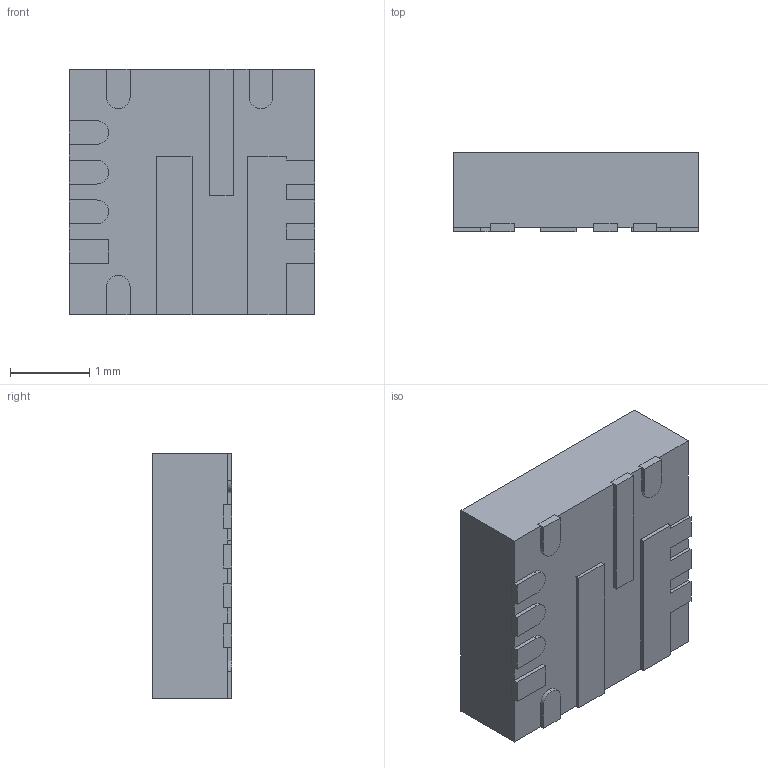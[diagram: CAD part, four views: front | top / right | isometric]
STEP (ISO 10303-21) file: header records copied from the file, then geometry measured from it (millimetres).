
FILE_DESCRIPTION (( 'STEP AP214' ), '1' );
FILE_NAME ('TPS56637RPAR.STEP', '2021-08-30T07:22:43', ( '' ), ( '' ), 'SwSTEP 2.0', 'SolidWorks 2018', '' );
FILE_SCHEMA (( 'AUTOMOTIVE_DESIGN' ));
Length unit declared in the file: millimetre
Products named in the file (2): TPS56637RPAR
Bounding box: 3.1 x 1 x 3.1 mm (x, y, z)
Volume: 9.3 mm3; surface area: 41.9 mm2
Topology: 11 solids, 11 shells, 133 faces, 333 edges, 222 vertices
Faces by surface type: plane 118, cylinder 15
Entity records: 5519 total; most frequent: CARTESIAN_POINT 690, ORIENTED_EDGE 666, DIRECTION 633, EDGE_CURVE 333, VECTOR 303, LINE 303, VERTEX_POINT 222, AXIS2_PLACEMENT_3D 165
